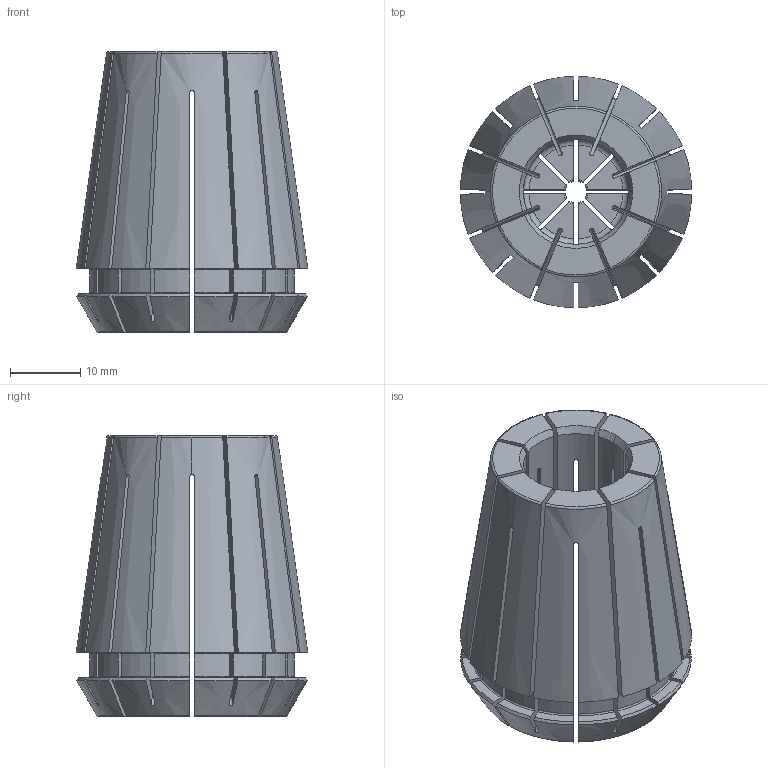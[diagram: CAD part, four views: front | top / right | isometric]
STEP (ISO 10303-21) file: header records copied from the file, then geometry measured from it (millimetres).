
FILE_DESCRIPTION(/* description */ ('Alibre Inc.'),/* implementation_level */ '2;1');
FILE_NAME(/* name */ 'export-72DB3E14-A37F-4D94-BF2F-99AA9A8E7360',/* time_stamp */ '2024-01-20T13:33:27+01:00',/* author */ (''),/* organization */ (''),/* preprocessor_version */ 'ST-DEVELOPER v17',/* originating_system */ 'Alibre',/* authorisation */ '');
FILE_SCHEMA (('AUTOMOTIVE_DESIGN'));
Length unit declared in the file: millimetre
Products named in the file (1): NOCUT
Bounding box: 32.99 x 32.99 x 40 mm (x, y, z)
Volume: 19900.7 mm3; surface area: 14961.5 mm2
Topology: 1 solids, 1 shells, 263 faces, 788 edges, 525 vertices
Faces by surface type: plane 88, torus 81, cylinder 52, cone 42
Entity records: 9063 total; most frequent: CARTESIAN_POINT 2388, ORIENTED_EDGE 1576, DIRECTION 1131, EDGE_CURVE 788, VERTEX_POINT 525, AXIS2_PLACEMENT_3D 495, VECTOR 310, LINE 310
